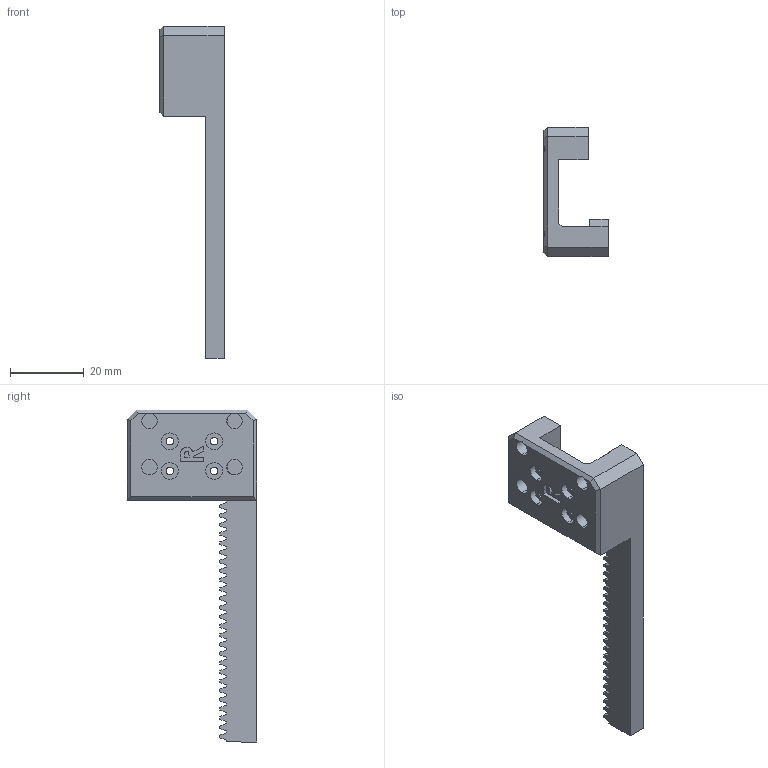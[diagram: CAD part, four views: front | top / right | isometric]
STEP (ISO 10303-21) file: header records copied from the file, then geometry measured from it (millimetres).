
FILE_DESCRIPTION (( 'STEP AP214' ), '1' );
FILE_NAME ('gripper_jaw_150mm_R.STEP', '2025-12-26T14:59:36', ( '' ), ( '' ), 'SwSTEP 2.0', 'SolidWorks 2020', '' );
FILE_SCHEMA (( 'AUTOMOTIVE_DESIGN' ));
Length unit declared in the file: millimetre
Products named in the file (1): gripper_jaw_150mm_R
Bounding box: 17.4 x 35 x 89.77 mm (x, y, z)
Volume: 10141.3 mm3; surface area: 6369.3 mm2
Topology: 1 solids, 1 shells, 214 faces, 618 edges, 410 vertices
Faces by surface type: plane 186, cylinder 24, bspline 4
Entity records: 7278 total; most frequent: CARTESIAN_POINT 1585, ORIENTED_EDGE 1236, DIRECTION 1076, EDGE_CURVE 618, VECTOR 554, LINE 554, VERTEX_POINT 410, AXIS2_PLACEMENT_3D 261
